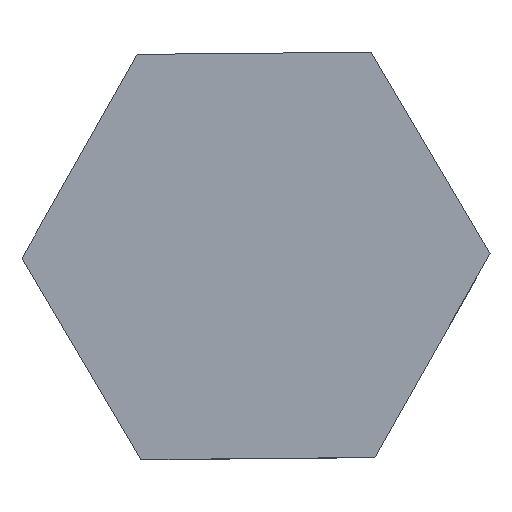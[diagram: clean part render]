
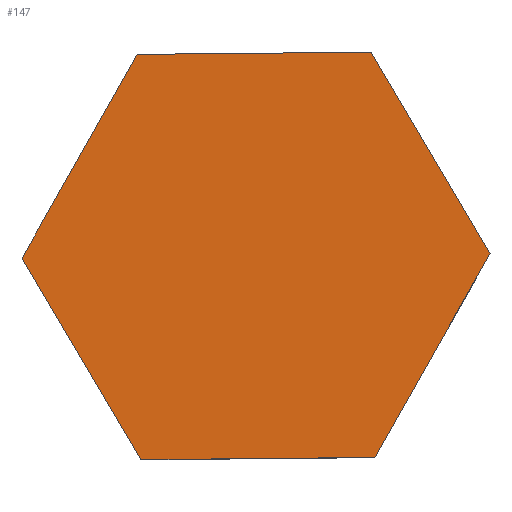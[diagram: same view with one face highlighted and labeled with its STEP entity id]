
A CAD part, top view. The second image highlights one B-rep face of the part: STEP entity #147.
In plain terms, the highlighted planar face has unit normal (0, 0, 1).
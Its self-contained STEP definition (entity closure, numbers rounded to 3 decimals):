
#21=FACE_OUTER_BOUND('',#29,.T.);
#29=EDGE_LOOP('',(#121,#122,#123,#124,#125,#126));
#33=LINE('',#215,#51);
#36=LINE('',#221,#54);
#39=LINE('',#227,#57);
#42=LINE('',#233,#60);
#45=LINE('',#239,#63);
#48=LINE('',#243,#66);
#51=VECTOR('',#177,10.);
#54=VECTOR('',#182,10.);
#57=VECTOR('',#187,10.);
#60=VECTOR('',#192,10.);
#63=VECTOR('',#197,10.);
#66=VECTOR('',#202,10.);
#69=VERTEX_POINT('',#212);
#70=VERTEX_POINT('',#214);
#72=VERTEX_POINT('',#220);
#74=VERTEX_POINT('',#226);
#76=VERTEX_POINT('',#232);
#78=VERTEX_POINT('',#238);
#81=EDGE_CURVE('',#70,#69,#33,.T.);
#84=EDGE_CURVE('',#72,#70,#36,.T.);
#87=EDGE_CURVE('',#74,#72,#39,.T.);
#90=EDGE_CURVE('',#76,#74,#42,.T.);
#93=EDGE_CURVE('',#78,#76,#45,.T.);
#96=EDGE_CURVE('',#69,#78,#48,.T.);
#121=ORIENTED_EDGE('',*,*,#96,.T.);
#122=ORIENTED_EDGE('',*,*,#93,.T.);
#123=ORIENTED_EDGE('',*,*,#90,.T.);
#124=ORIENTED_EDGE('',*,*,#87,.T.);
#125=ORIENTED_EDGE('',*,*,#84,.T.);
#126=ORIENTED_EDGE('',*,*,#81,.T.);
#139=PLANE('',#169);
#147=ADVANCED_FACE('',(#21),#139,.T.);
#169=AXIS2_PLACEMENT_3D('',#244,#203,#204);
#177=DIRECTION('',(0.508,-0.861,0.));
#182=DIRECTION('',(-0.492,-0.871,0.));
#187=DIRECTION('',(-1.,-0.009,0.));
#192=DIRECTION('',(-0.508,0.861,0.));
#197=DIRECTION('',(0.492,0.871,0.));
#202=DIRECTION('',(1.,0.009,0.));
#203=DIRECTION('center_axis',(0.,0.,1.));
#204=DIRECTION('ref_axis',(1.,0.,0.));
#212=CARTESIAN_POINT('',(-33.408,38.968,10.5));
#214=CARTESIAN_POINT('',(-36.928,44.936,10.5));
#215=CARTESIAN_POINT('',(-36.928,44.936,10.5));
#220=CARTESIAN_POINT('',(-33.52,50.968,10.5));
#221=CARTESIAN_POINT('',(-33.52,50.968,10.5));
#226=CARTESIAN_POINT('',(-26.592,51.032,10.5));
#227=CARTESIAN_POINT('',(-26.592,51.032,10.5));
#232=CARTESIAN_POINT('',(-23.072,45.064,10.5));
#233=CARTESIAN_POINT('',(-23.072,45.064,10.5));
#238=CARTESIAN_POINT('',(-26.48,39.032,10.5));
#239=CARTESIAN_POINT('',(-26.48,39.032,10.5));
#243=CARTESIAN_POINT('',(-33.408,38.968,10.5));
#244=CARTESIAN_POINT('Origin',(-30.,45.,10.5));
